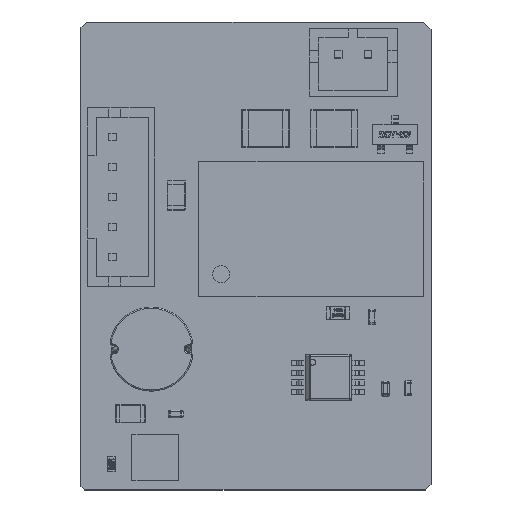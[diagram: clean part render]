
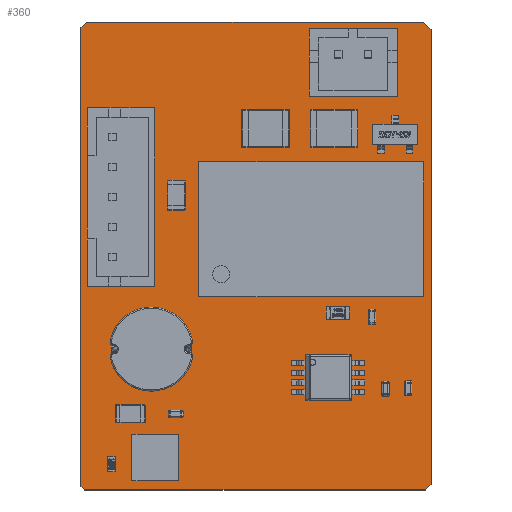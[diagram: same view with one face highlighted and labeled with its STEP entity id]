
A CAD part, top view. The second image highlights one B-rep face of the part: STEP entity #360.
In plain terms, the highlighted planar face has unit normal (0, 0, 1).
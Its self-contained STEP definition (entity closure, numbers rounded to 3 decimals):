
#103 = VERTEX_POINT('',#104);
#104 = CARTESIAN_POINT('',(83.566,65.278,0.));
#110 = EDGE_CURVE('',#103,#111,#113,.T.);
#111 = VERTEX_POINT('',#112);
#112 = CARTESIAN_POINT('',(83.82,65.024,0.));
#113 = LINE('',#114,#115);
#114 = CARTESIAN_POINT('',(83.566,65.278,0.));
#115 = VECTOR('',#116,1.);
#116 = DIRECTION('',(0.707,-0.707,0.));
#141 = EDGE_CURVE('',#111,#142,#144,.T.);
#142 = VERTEX_POINT('',#143);
#143 = CARTESIAN_POINT('',(106.553,65.024,0.));
#144 = LINE('',#145,#146);
#145 = CARTESIAN_POINT('',(83.82,65.024,0.));
#146 = VECTOR('',#147,1.);
#147 = DIRECTION('',(1.,0.,0.));
#172 = EDGE_CURVE('',#142,#173,#175,.T.);
#173 = VERTEX_POINT('',#174);
#174 = CARTESIAN_POINT('',(106.934,65.405,0.));
#175 = LINE('',#176,#177);
#176 = CARTESIAN_POINT('',(106.553,65.024,0.));
#177 = VECTOR('',#178,1.);
#178 = DIRECTION('',(0.707,0.707,0.));
#203 = EDGE_CURVE('',#173,#204,#206,.T.);
#204 = VERTEX_POINT('',#205);
#205 = CARTESIAN_POINT('',(106.934,95.758,0.));
#206 = LINE('',#207,#208);
#207 = CARTESIAN_POINT('',(106.934,65.405,0.));
#208 = VECTOR('',#209,1.);
#209 = DIRECTION('',(0.,1.,0.));
#234 = EDGE_CURVE('',#204,#235,#237,.T.);
#235 = VERTEX_POINT('',#236);
#236 = CARTESIAN_POINT('',(106.426,96.266,0.));
#237 = LINE('',#238,#239);
#238 = CARTESIAN_POINT('',(106.934,95.758,0.));
#239 = VECTOR('',#240,1.);
#240 = DIRECTION('',(-0.707,0.707,0.));
#265 = EDGE_CURVE('',#235,#266,#268,.T.);
#266 = VERTEX_POINT('',#267);
#267 = CARTESIAN_POINT('',(83.947,96.266,0.));
#268 = LINE('',#269,#270);
#269 = CARTESIAN_POINT('',(106.426,96.266,0.));
#270 = VECTOR('',#271,1.);
#271 = DIRECTION('',(-1.,0.,0.));
#296 = EDGE_CURVE('',#266,#297,#299,.T.);
#297 = VERTEX_POINT('',#298);
#298 = CARTESIAN_POINT('',(83.566,95.885,0.));
#299 = LINE('',#300,#301);
#300 = CARTESIAN_POINT('',(83.947,96.266,0.));
#301 = VECTOR('',#302,1.);
#302 = DIRECTION('',(-0.707,-0.707,0.));
#327 = EDGE_CURVE('',#297,#103,#328,.T.);
#328 = LINE('',#329,#330);
#329 = CARTESIAN_POINT('',(83.566,95.885,0.));
#330 = VECTOR('',#331,1.);
#331 = DIRECTION('',(0.,-1.,0.));
#360 = ADVANCED_FACE('',(#361),#371,.F.);
#361 = FACE_BOUND('',#362,.T.);
#362 = EDGE_LOOP('',(#363,#364,#365,#366,#367,#368,#369,#370));
#363 = ORIENTED_EDGE('',*,*,#110,.T.);
#364 = ORIENTED_EDGE('',*,*,#141,.T.);
#365 = ORIENTED_EDGE('',*,*,#172,.T.);
#366 = ORIENTED_EDGE('',*,*,#203,.T.);
#367 = ORIENTED_EDGE('',*,*,#234,.T.);
#368 = ORIENTED_EDGE('',*,*,#265,.T.);
#369 = ORIENTED_EDGE('',*,*,#296,.T.);
#370 = ORIENTED_EDGE('',*,*,#327,.T.);
#371 = PLANE('',#372);
#372 = AXIS2_PLACEMENT_3D('',#373,#374,#375);
#373 = CARTESIAN_POINT('',(83.566,65.278,0.));
#374 = DIRECTION('',(0.,0.,-1.));
#375 = DIRECTION('',(-1.,0.,0.));
